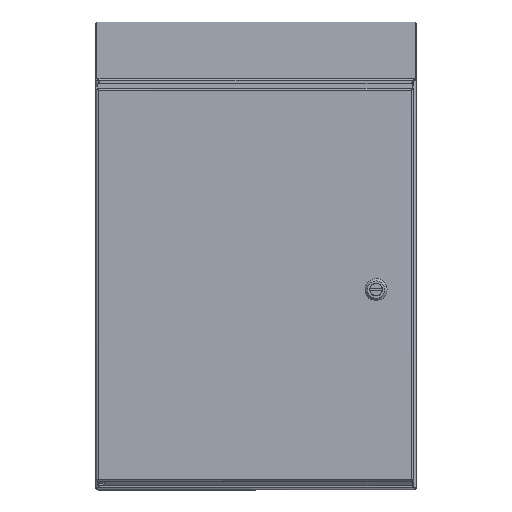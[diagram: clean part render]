
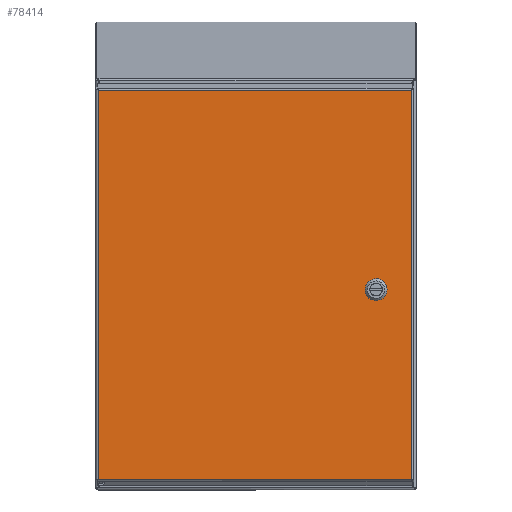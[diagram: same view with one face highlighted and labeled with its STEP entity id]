
A CAD part, top view. The second image highlights one B-rep face of the part: STEP entity #78414.
In plain terms, the highlighted planar face has unit normal (0, 0, 1).
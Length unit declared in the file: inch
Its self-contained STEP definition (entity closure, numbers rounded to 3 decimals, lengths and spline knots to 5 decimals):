
#580 = VECTOR ( 'NONE', #74848, 39.37008 ) ;
#884 = EDGE_CURVE ( 'NONE', #8277, #60660, #18403, .T. ) ;
#2544 = EDGE_CURVE ( 'NONE', #74536, #14818, #15743, .T. ) ;
#4037 = CARTESIAN_POINT ( 'NONE',  ( 5.78776, -2.06633, 8.8865 ) ) ;
#4196 = EDGE_CURVE ( 'NONE', #61269, #74536, #23988, .T. ) ;
#5106 = CARTESIAN_POINT ( 'NONE',  ( -0.06118, -11.14001, 8.8865 ) ) ;
#6170 = CARTESIAN_POINT ( 'NONE',  ( 6.21494, -1.26733, 8.8865 ) ) ;
#8228 = CARTESIAN_POINT ( 'NONE',  ( 7.77107, -11.14001, 8.8865 ) ) ;
#8277 = VERTEX_POINT ( 'NONE', #59473 ) ;
#9041 = CARTESIAN_POINT ( 'NONE',  ( 6.21488, -2.06633, 8.8865 ) ) ;
#9726 = VERTEX_POINT ( 'NONE', #8228 ) ;
#12471 = VECTOR ( 'NONE', #25761, 39.37008 ) ;
#13430 = DIRECTION ( 'NONE',  ( -1., 0., 0. ) ) ;
#13539 = AXIS2_PLACEMENT_3D ( 'NONE', #65148, #44589, #24838 ) ;
#13908 = AXIS2_PLACEMENT_3D ( 'NONE', #32487, #43952, #86279 ) ;
#14165 = EDGE_CURVE ( 'NONE', #14818, #21741, #25324, .T. ) ;
#14712 = ORIENTED_EDGE ( 'NONE', *, *, #33062, .T. ) ;
#14818 = VERTEX_POINT ( 'NONE', #54870 ) ;
#15425 = FACE_BOUND ( 'NONE', #72151, .T. ) ;
#15743 = CIRCLE ( 'NONE', #13539, 0.453 ) ;
#15901 = VERTEX_POINT ( 'NONE', #49948 ) ;
#16250 = CIRCLE ( 'NONE', #56243, 0.453 ) ;
#18403 = LINE ( 'NONE', #54897, #580 ) ;
#19457 = CARTESIAN_POINT ( 'NONE',  ( 7.77107, -1.41683, 8.8865 ) ) ;
#19589 = DIRECTION ( 'NONE',  ( 0., -1., 0. ) ) ;
#20596 = EDGE_CURVE ( 'NONE', #81383, #15901, #16250, .T. ) ;
#21741 = VERTEX_POINT ( 'NONE', #23374 ) ;
#22441 = VECTOR ( 'NONE', #80419, 39.37008 ) ;
#22635 = ORIENTED_EDGE ( 'NONE', *, *, #48779, .T. ) ;
#22830 = ORIENTED_EDGE ( 'NONE', *, *, #14165, .T. ) ;
#23374 = CARTESIAN_POINT ( 'NONE',  ( 6.40082, -1.8804, 8.8865 ) ) ;
#23520 = EDGE_LOOP ( 'NONE', ( #64727, #14712, #65671, #42213 ) ) ;
#23823 = CIRCLE ( 'NONE', #13908, 0.453 ) ;
#23988 = LINE ( 'NONE', #6170, #73517 ) ;
#24838 = DIRECTION ( 'NONE',  ( -1., 0., 0. ) ) ;
#25324 = LINE ( 'NONE', #59991, #83194 ) ;
#25414 = LINE ( 'NONE', #63466, #35964 ) ;
#25761 = DIRECTION ( 'NONE',  ( 1., 0., 0. ) ) ;
#28628 = CARTESIAN_POINT ( 'NONE',  ( 5.60182, -1.45327, 8.8865 ) ) ;
#29041 = DIRECTION ( 'NONE',  ( -1., 0., 0. ) ) ;
#29856 = LINE ( 'NONE', #74231, #22441 ) ;
#30119 = VERTEX_POINT ( 'NONE', #9041 ) ;
#31791 = CARTESIAN_POINT ( 'NONE',  ( -0.06118, -1.41683, 8.8865 ) ) ;
#32487 = CARTESIAN_POINT ( 'NONE',  ( 6.00129, -1.66688, 8.8865 ) ) ;
#32762 = VECTOR ( 'NONE', #52494, 39.37008 ) ;
#33062 = EDGE_CURVE ( 'NONE', #60660, #77808, #29856, .T. ) ;
#35038 = LINE ( 'NONE', #19457, #55078 ) ;
#35964 = VECTOR ( 'NONE', #29041, 39.37008 ) ;
#36250 = EDGE_CURVE ( 'NONE', #9726, #8277, #35038, .T. ) ;
#37091 = AXIS2_PLACEMENT_3D ( 'NONE', #31791, #72688, #80297 ) ;
#42213 = ORIENTED_EDGE ( 'NONE', *, *, #36250, .T. ) ;
#42374 = DIRECTION ( 'NONE',  ( 0., 0., -1. ) ) ;
#43952 = DIRECTION ( 'NONE',  ( 0., 0., -1. ) ) ;
#44589 = DIRECTION ( 'NONE',  ( 0., 0., -1. ) ) ;
#45358 = LINE ( 'NONE', #85970, #32762 ) ;
#46413 = ORIENTED_EDGE ( 'NONE', *, *, #20596, .T. ) ;
#48779 = EDGE_CURVE ( 'NONE', #30119, #81383, #25414, .T. ) ;
#49948 = CARTESIAN_POINT ( 'NONE',  ( 5.60182, -1.8804, 8.8865 ) ) ;
#50943 = ORIENTED_EDGE ( 'NONE', *, *, #73261, .T. ) ;
#52494 = DIRECTION ( 'NONE',  ( 0., 1., 0. ) ) ;
#53261 = DIRECTION ( 'NONE',  ( 0., 0., -1. ) ) ;
#53313 = EDGE_CURVE ( 'NONE', #21741, #30119, #57489, .T. ) ;
#53546 = ORIENTED_EDGE ( 'NONE', *, *, #4196, .T. ) ;
#53724 = AXIS2_PLACEMENT_3D ( 'NONE', #76463, #42374, #76165 ) ;
#53840 = CARTESIAN_POINT ( 'NONE',  ( 6.00132, -1.66683, 8.8865 ) ) ;
#54870 = CARTESIAN_POINT ( 'NONE',  ( 6.40082, -1.45327, 8.8865 ) ) ;
#54897 = CARTESIAN_POINT ( 'NONE',  ( -0.06118, 8.30634, 8.8865 ) ) ;
#55078 = VECTOR ( 'NONE', #60434, 39.37008 ) ;
#56243 = AXIS2_PLACEMENT_3D ( 'NONE', #53840, #53261, #13430 ) ;
#57489 = CIRCLE ( 'NONE', #53724, 0.453 ) ;
#58600 = ORIENTED_EDGE ( 'NONE', *, *, #2544, .T. ) ;
#58914 = DIRECTION ( 'NONE',  ( 1., 0., 0. ) ) ;
#59473 = CARTESIAN_POINT ( 'NONE',  ( 7.77107, 8.30634, 8.8865 ) ) ;
#59991 = CARTESIAN_POINT ( 'NONE',  ( 6.40082, -1.8804, 8.8865 ) ) ;
#60434 = DIRECTION ( 'NONE',  ( 0., 1., 0. ) ) ;
#60660 = VERTEX_POINT ( 'NONE', #80671 ) ;
#61269 = VERTEX_POINT ( 'NONE', #78238 ) ;
#63349 = CARTESIAN_POINT ( 'NONE',  ( 6.21494, -1.26733, 8.8865 ) ) ;
#63466 = CARTESIAN_POINT ( 'NONE',  ( 5.78776, -2.06633, 8.8865 ) ) ;
#64727 = ORIENTED_EDGE ( 'NONE', *, *, #884, .T. ) ;
#65148 = CARTESIAN_POINT ( 'NONE',  ( 6.00129, -1.66679, 8.8865 ) ) ;
#65671 = ORIENTED_EDGE ( 'NONE', *, *, #77805, .T. ) ;
#72103 = PLANE ( 'NONE',  #37091 ) ;
#72151 = EDGE_LOOP ( 'NONE', ( #50943, #53546, #58600, #22830, #86978, #22635, #46413, #81282 ) ) ;
#72579 = LINE ( 'NONE', #5106, #12471 ) ;
#72688 = DIRECTION ( 'NONE',  ( 0., 0., 1. ) ) ;
#72853 = CARTESIAN_POINT ( 'NONE',  ( -7.89343, -11.14001, 8.8865 ) ) ;
#73261 = EDGE_CURVE ( 'NONE', #78213, #61269, #23823, .T. ) ;
#73517 = VECTOR ( 'NONE', #58914, 39.37008 ) ;
#74231 = CARTESIAN_POINT ( 'NONE',  ( -7.89343, -1.41683, 8.8865 ) ) ;
#74536 = VERTEX_POINT ( 'NONE', #63349 ) ;
#74838 = EDGE_CURVE ( 'NONE', #15901, #78213, #45358, .T. ) ;
#74848 = DIRECTION ( 'NONE',  ( -1., 0., 0. ) ) ;
#76165 = DIRECTION ( 'NONE',  ( -1., 0., 0. ) ) ;
#76463 = CARTESIAN_POINT ( 'NONE',  ( 6.00132, -1.66683, 8.8865 ) ) ;
#77618 = FACE_OUTER_BOUND ( 'NONE', #23520, .T. ) ;
#77805 = EDGE_CURVE ( 'NONE', #77808, #9726, #72579, .T. ) ;
#77808 = VERTEX_POINT ( 'NONE', #72853 ) ;
#78213 = VERTEX_POINT ( 'NONE', #28628 ) ;
#78238 = CARTESIAN_POINT ( 'NONE',  ( 5.78782, -1.26733, 8.8865 ) ) ;
#78414 = ADVANCED_FACE ( 'NONE', ( #15425, #77618 ), #72103, .T. ) ;
#80297 = DIRECTION ( 'NONE',  ( 1., 0., 0. ) ) ;
#80419 = DIRECTION ( 'NONE',  ( 0., -1., 0. ) ) ;
#80671 = CARTESIAN_POINT ( 'NONE',  ( -7.89343, 8.30634, 8.8865 ) ) ;
#81282 = ORIENTED_EDGE ( 'NONE', *, *, #74838, .T. ) ;
#81383 = VERTEX_POINT ( 'NONE', #4037 ) ;
#83194 = VECTOR ( 'NONE', #19589, 39.37008 ) ;
#85970 = CARTESIAN_POINT ( 'NONE',  ( 5.60182, -1.45327, 8.8865 ) ) ;
#86279 = DIRECTION ( 'NONE',  ( -1., 0., 0. ) ) ;
#86978 = ORIENTED_EDGE ( 'NONE', *, *, #53313, .T. ) ;
